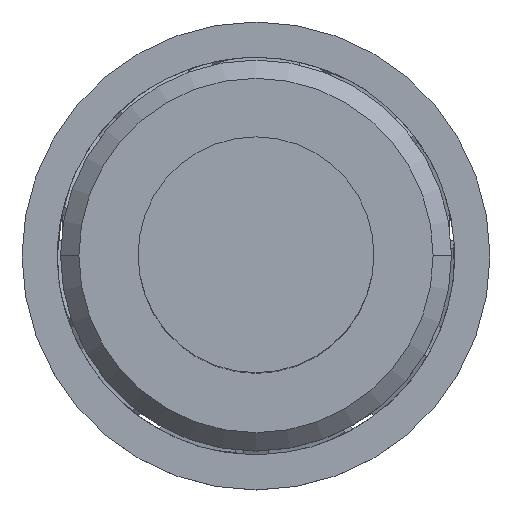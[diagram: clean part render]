
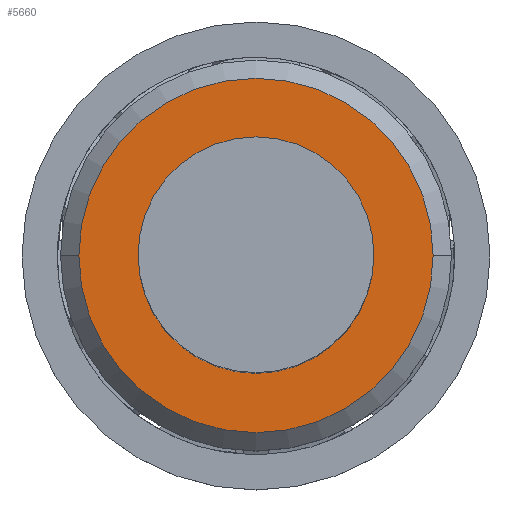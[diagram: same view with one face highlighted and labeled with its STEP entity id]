
A CAD part, top view. The second image highlights one B-rep face of the part: STEP entity #5660.
In plain terms, the highlighted planar face has unit normal (0, 0, 1).
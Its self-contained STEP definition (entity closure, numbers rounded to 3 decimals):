
#122 = DIRECTION ( 'NONE',  ( 0., 0., 1. ) ) ;
#220 = DIRECTION ( 'NONE',  ( 0., 0., 1. ) ) ;
#240 = DIRECTION ( 'NONE',  ( 0., 0., -1. ) ) ;
#258 = AXIS2_PLACEMENT_3D ( 'NONE', #3202, #220, #3695 ) ;
#359 = EDGE_LOOP ( 'NONE', ( #1367, #3145 ) ) ;
#562 = CARTESIAN_POINT ( 'NONE',  ( -1.93, 0., -7. ) ) ;
#566 = AXIS2_PLACEMENT_3D ( 'NONE', #3230, #240, #3728 ) ;
#567 = CARTESIAN_POINT ( 'NONE',  ( -2.9, 0., -7. ) ) ;
#1039 = EDGE_CURVE ( 'NONE', #6050, #6008, #6149, .T. ) ;
#1115 = EDGE_LOOP ( 'NONE', ( #1858, #6158 ) ) ;
#1367 = ORIENTED_EDGE ( 'NONE', *, *, #1039, .T. ) ;
#1688 = EDGE_CURVE ( 'NONE', #3318, #1952, #4313, .T. ) ;
#1858 = ORIENTED_EDGE ( 'NONE', *, *, #1688, .T. ) ;
#1952 = VERTEX_POINT ( 'NONE', #3446 ) ;
#2099 = DIRECTION ( 'NONE',  ( 0., 0., -1. ) ) ;
#2672 = DIRECTION ( 'NONE',  ( 1., 0., 0. ) ) ;
#2987 = AXIS2_PLACEMENT_3D ( 'NONE', #5134, #2099, #5635 ) ;
#3021 = FACE_BOUND ( 'NONE', #359, .T. ) ;
#3103 = CARTESIAN_POINT ( 'NONE',  ( 0., 0., -7. ) ) ;
#3145 = ORIENTED_EDGE ( 'NONE', *, *, #5708, .T. ) ;
#3165 = FACE_OUTER_BOUND ( 'NONE', #1115, .T. ) ;
#3202 = CARTESIAN_POINT ( 'NONE',  ( 0., 0., -7. ) ) ;
#3230 = CARTESIAN_POINT ( 'NONE',  ( 0., 0., -7. ) ) ;
#3318 = VERTEX_POINT ( 'NONE', #567 ) ;
#3446 = CARTESIAN_POINT ( 'NONE',  ( 2.9, 0., -7. ) ) ;
#3599 = DIRECTION ( 'NONE',  ( 1., 0., 0. ) ) ;
#3629 = CIRCLE ( 'NONE', #5149, 2.9 ) ;
#3695 = DIRECTION ( 'NONE',  ( 1., 0., 0. ) ) ;
#3728 = DIRECTION ( 'NONE',  ( -1., 0., 0. ) ) ;
#4011 = CARTESIAN_POINT ( 'NONE',  ( 1.93, 0., -7. ) ) ;
#4313 = CIRCLE ( 'NONE', #258, 2.9 ) ;
#4679 = PLANE ( 'NONE',  #6077 ) ;
#5134 = CARTESIAN_POINT ( 'NONE',  ( 0., 0., -7. ) ) ;
#5149 = AXIS2_PLACEMENT_3D ( 'NONE', #3103, #122, #3599 ) ;
#5184 = CARTESIAN_POINT ( 'NONE',  ( 0., 3.2, -7. ) ) ;
#5531 = CIRCLE ( 'NONE', #566, 1.93 ) ;
#5635 = DIRECTION ( 'NONE',  ( -1., 0., 0. ) ) ;
#5660 = ADVANCED_FACE ( 'NONE', ( #3021, #3165 ), #4679, .T. ) ;
#5693 = DIRECTION ( 'NONE',  ( 0., 0., 1. ) ) ;
#5708 = EDGE_CURVE ( 'NONE', #6008, #6050, #5531, .T. ) ;
#6008 = VERTEX_POINT ( 'NONE', #4011 ) ;
#6050 = VERTEX_POINT ( 'NONE', #562 ) ;
#6077 = AXIS2_PLACEMENT_3D ( 'NONE', #5184, #5693, #2672 ) ;
#6091 = EDGE_CURVE ( 'NONE', #1952, #3318, #3629, .T. ) ;
#6149 = CIRCLE ( 'NONE', #2987, 1.93 ) ;
#6158 = ORIENTED_EDGE ( 'NONE', *, *, #6091, .T. ) ;
